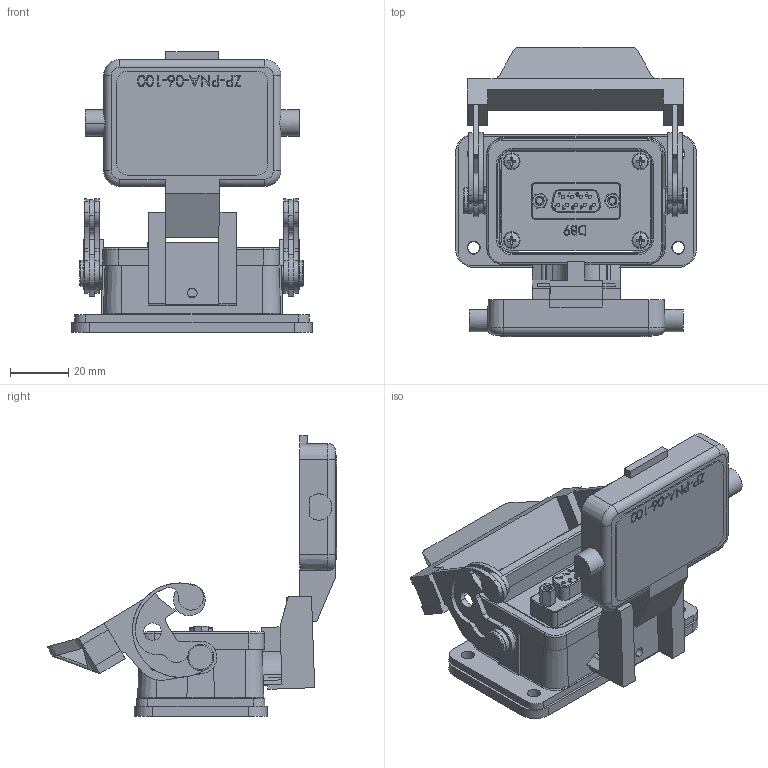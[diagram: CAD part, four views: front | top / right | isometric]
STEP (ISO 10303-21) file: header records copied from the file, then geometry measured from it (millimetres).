
FILE_DESCRIPTION (( 'STEP AP214' ), '1' );
FILE_NAME ('ZP-PNA-06-100.step', '2018-09-05T17:17:09', ( '' ), ( '' ), 'SwSTEP 2.0', 'SolidWorks 2017', '' );
FILE_SCHEMA (( 'AUTOMOTIVE_DESIGN' ));
Length unit declared in the file: inch
Products named in the file (1): ZP-PNA-06-100
Bounding box: 82.5 x 99.17 x 96.14 mm (x, y, z)
Volume: 68205.9 mm3; surface area: 48822.5 mm2
Topology: 1 solids, 10 shells, 1377 faces, 3507 edges, 2254 vertices
Faces by surface type: plane 675, cylinder 373, bspline 199, torus 74, cone 48, sphere 8
Entity records: 62768 total; most frequent: CARTESIAN_POINT 20549, ORIENTED_EDGE 7006, DIRECTION 6321, EDGE_CURVE 3503, VERTEX_POINT 2254, AXIS2_PLACEMENT_3D 2168, VECTOR 1985, LINE 1985
